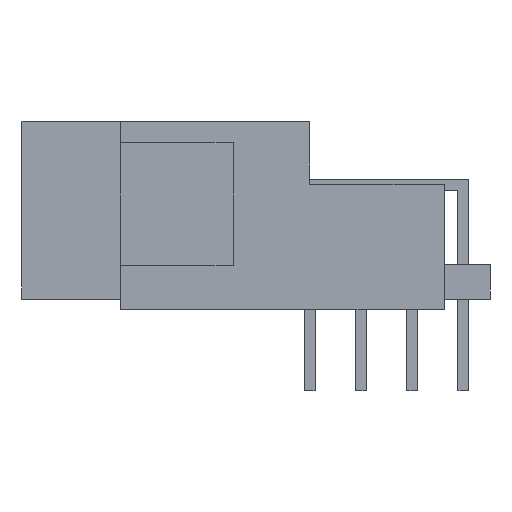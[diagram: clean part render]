
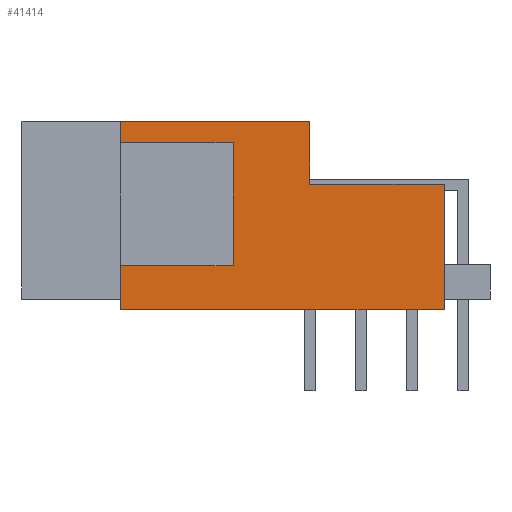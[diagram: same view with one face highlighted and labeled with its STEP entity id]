
A CAD part, left-side view. The second image highlights one B-rep face of the part: STEP entity #41414.
In plain terms, the highlighted planar face has unit normal (-1, 0, 0).
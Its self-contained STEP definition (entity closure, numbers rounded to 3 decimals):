
#41115=CARTESIAN_POINT('',(-39.319,4.751,1.651));
#41116=VERTEX_POINT('',#41115);
#41123=CARTESIAN_POINT('',(-39.319,4.751,6.223));
#41124=VERTEX_POINT('',#41123);
#41125=CARTESIAN_POINT('',(-39.319,4.751,1.651));
#41126=DIRECTION('',(0.0,0.0,1.0));
#41127=VECTOR('',#41126,4.572);
#41128=LINE('',#41125,#41127);
#41129=EDGE_CURVE('',#41116,#41124,#41128,.T.);
#41336=CARTESIAN_POINT('',(-39.319,5.424,6.617));
#41337=DIRECTION('',(1.0,0.0,0.0));
#41338=DIRECTION('',(0.0,0.0,1.0));
#41339=AXIS2_PLACEMENT_3D('',#41336,#41337,#41338);
#41340=PLANE('',#41339);
#41341=CARTESIAN_POINT('',(-39.319,8.942,0.));
#41342=VERTEX_POINT('',#41341);
#41343=CARTESIAN_POINT('',(-39.319,-3.098,0.));
#41344=VERTEX_POINT('',#41343);
#41345=CARTESIAN_POINT('',(-39.319,8.942,0.));
#41346=DIRECTION('',(0.0,-1.0,0.0));
#41347=VECTOR('',#41346,12.04);
#41348=LINE('',#41345,#41347);
#41349=EDGE_CURVE('',#41342,#41344,#41348,.T.);
#41350=ORIENTED_EDGE('',*,*,#41349,.T.);
#41351=CARTESIAN_POINT('',(-39.319,-3.098,4.674));
#41352=VERTEX_POINT('',#41351);
#41353=CARTESIAN_POINT('',(-39.319,-3.098,0.));
#41354=DIRECTION('',(0.0,0.0,1.0));
#41355=VECTOR('',#41354,4.674);
#41356=LINE('',#41353,#41355);
#41357=EDGE_CURVE('',#41344,#41352,#41356,.T.);
#41358=ORIENTED_EDGE('',*,*,#41357,.T.);
#41359=CARTESIAN_POINT('',(-39.319,1.906,4.674));
#41360=VERTEX_POINT('',#41359);
#41361=CARTESIAN_POINT('',(-39.319,-3.098,4.674));
#41362=DIRECTION('',(0.0,1.0,0.0));
#41363=VECTOR('',#41362,5.004);
#41364=LINE('',#41361,#41363);
#41365=EDGE_CURVE('',#41352,#41360,#41364,.T.);
#41366=ORIENTED_EDGE('',*,*,#41365,.T.);
#41367=CARTESIAN_POINT('',(-39.319,1.906,7.01));
#41368=VERTEX_POINT('',#41367);
#41369=CARTESIAN_POINT('',(-39.319,1.906,7.01));
#41370=DIRECTION('',(0.0,0.0,-1.0));
#41371=VECTOR('',#41370,2.337);
#41372=LINE('',#41369,#41371);
#41373=EDGE_CURVE('',#41368,#41360,#41372,.T.);
#41374=ORIENTED_EDGE('',*,*,#41373,.F.);
#41375=CARTESIAN_POINT('',(-39.319,8.942,7.01));
#41376=VERTEX_POINT('',#41375);
#41377=CARTESIAN_POINT('',(-39.319,8.942,7.01));
#41378=DIRECTION('',(0.0,-1.0,0.0));
#41379=VECTOR('',#41378,7.036);
#41380=LINE('',#41377,#41379);
#41381=EDGE_CURVE('',#41376,#41368,#41380,.T.);
#41382=ORIENTED_EDGE('',*,*,#41381,.F.);
#41383=CARTESIAN_POINT('',(-39.319,8.942,6.223));
#41384=VERTEX_POINT('',#41383);
#41385=CARTESIAN_POINT('',(-39.319,8.942,7.01));
#41386=DIRECTION('',(0.0,0.0,-1.0));
#41387=VECTOR('',#41386,0.787);
#41388=LINE('',#41385,#41387);
#41389=EDGE_CURVE('',#41376,#41384,#41388,.T.);
#41390=ORIENTED_EDGE('',*,*,#41389,.T.);
#41391=CARTESIAN_POINT('',(-39.319,4.751,6.223));
#41392=DIRECTION('',(0.0,1.0,0.0));
#41393=VECTOR('',#41392,4.191);
#41394=LINE('',#41391,#41393);
#41395=EDGE_CURVE('',#41124,#41384,#41394,.T.);
#41396=ORIENTED_EDGE('',*,*,#41395,.F.);
#41397=ORIENTED_EDGE('',*,*,#41129,.F.);
#41398=CARTESIAN_POINT('',(-39.319,8.942,1.651));
#41399=VERTEX_POINT('',#41398);
#41400=CARTESIAN_POINT('',(-39.319,8.942,1.651));
#41401=DIRECTION('',(0.0,-1.0,0.0));
#41402=VECTOR('',#41401,4.191);
#41403=LINE('',#41400,#41402);
#41404=EDGE_CURVE('',#41399,#41116,#41403,.T.);
#41405=ORIENTED_EDGE('',*,*,#41404,.F.);
#41406=CARTESIAN_POINT('',(-39.319,8.942,0.));
#41407=DIRECTION('',(0.0,0.0,1.0));
#41408=VECTOR('',#41407,1.651);
#41409=LINE('',#41406,#41408);
#41410=EDGE_CURVE('',#41342,#41399,#41409,.T.);
#41411=ORIENTED_EDGE('',*,*,#41410,.F.);
#41412=EDGE_LOOP('',(#41350,#41358,#41366,#41374,#41382,#41390,#41396,#41397,#41405,#41411));
#41413=FACE_OUTER_BOUND('',#41412,.T.);
#41414=ADVANCED_FACE('',(#41413),#41340,.F.);
